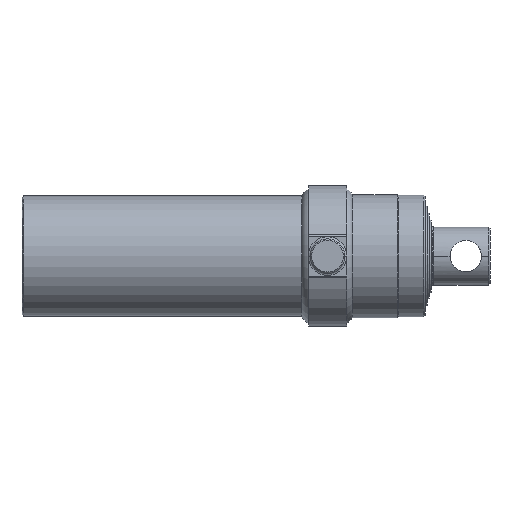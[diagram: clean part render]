
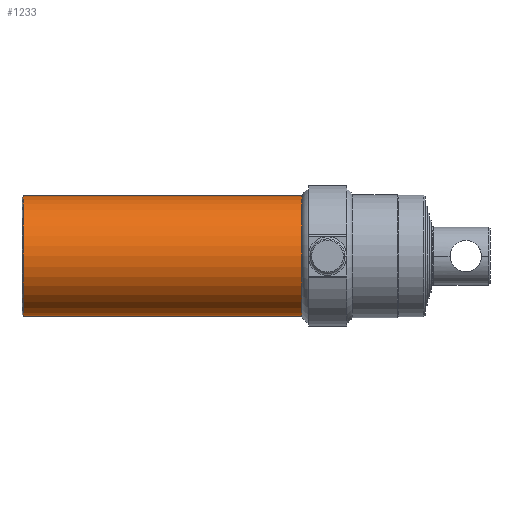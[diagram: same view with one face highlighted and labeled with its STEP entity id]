
A CAD part, front view. The second image highlights one B-rep face of the part: STEP entity #1233.
In plain terms, the highlighted cylindrical face has radius 87 mm (diameter 174 mm), a partial arc.
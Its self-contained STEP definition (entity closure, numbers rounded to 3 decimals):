
#818 = DIRECTION ( 'NONE',  ( 0., 0., -1. ) ) ;
#1090 = FACE_OUTER_BOUND ( 'NONE', #3538, .T. ) ;
#1147 = CARTESIAN_POINT ( 'NONE',  ( 469.5, 0., 87. ) ) ;
#1179 = VECTOR ( 'NONE', #5162, 1000. ) ;
#1233 = ADVANCED_FACE ( 'NONE', ( #1090 ), #8007, .T. ) ;
#1626 = CARTESIAN_POINT ( 'NONE',  ( 469.5, 0., 0. ) ) ;
#1628 = CARTESIAN_POINT ( 'NONE',  ( 0., 0., 87. ) ) ;
#2259 = ORIENTED_EDGE ( 'NONE', *, *, #8720, .F. ) ;
#2323 = DIRECTION ( 'NONE',  ( 0., 0., -1. ) ) ;
#2601 = EDGE_CURVE ( 'NONE', #7911, #4202, #4975, .T. ) ;
#2960 = EDGE_CURVE ( 'NONE', #5592, #7911, #8203, .T. ) ;
#2991 = CARTESIAN_POINT ( 'NONE',  ( 2., 0., 0. ) ) ;
#3331 = ORIENTED_EDGE ( 'NONE', *, *, #2601, .T. ) ;
#3538 = EDGE_LOOP ( 'NONE', ( #5314, #3331, #2259, #6231 ) ) ;
#3707 = DIRECTION ( 'NONE',  ( 0., 0., -1. ) ) ;
#4051 = CIRCLE ( 'NONE', #5170, 87. ) ;
#4202 = VERTEX_POINT ( 'NONE', #4493 ) ;
#4383 = CARTESIAN_POINT ( 'NONE',  ( 0., 0., 0. ) ) ;
#4493 = CARTESIAN_POINT ( 'NONE',  ( 2., 0., 87. ) ) ;
#4598 = DIRECTION ( 'NONE',  ( -1., 0., 0. ) ) ;
#4750 = VECTOR ( 'NONE', #4598, 1000. ) ;
#4974 = LINE ( 'NONE', #8150, #4750 ) ;
#4975 = LINE ( 'NONE', #1628, #1179 ) ;
#5162 = DIRECTION ( 'NONE',  ( -1., 0., 0. ) ) ;
#5170 = AXIS2_PLACEMENT_3D ( 'NONE', #2991, #7986, #3707 ) ;
#5314 = ORIENTED_EDGE ( 'NONE', *, *, #2960, .T. ) ;
#5592 = VERTEX_POINT ( 'NONE', #6935 ) ;
#6034 = AXIS2_PLACEMENT_3D ( 'NONE', #4383, #7963, #818 ) ;
#6231 = ORIENTED_EDGE ( 'NONE', *, *, #8903, .F. ) ;
#6625 = DIRECTION ( 'NONE',  ( -1., 0., 0. ) ) ;
#6724 = AXIS2_PLACEMENT_3D ( 'NONE', #1626, #6625, #2323 ) ;
#6935 = CARTESIAN_POINT ( 'NONE',  ( 469.5, 0., -87. ) ) ;
#7911 = VERTEX_POINT ( 'NONE', #1147 ) ;
#7919 = VERTEX_POINT ( 'NONE', #8302 ) ;
#7963 = DIRECTION ( 'NONE',  ( -1., 0., 0. ) ) ;
#7986 = DIRECTION ( 'NONE',  ( -1., 0., 0. ) ) ;
#8007 = CYLINDRICAL_SURFACE ( 'NONE', #6034, 87. ) ;
#8150 = CARTESIAN_POINT ( 'NONE',  ( 0., 0., -87. ) ) ;
#8203 = CIRCLE ( 'NONE', #6724, 87. ) ;
#8302 = CARTESIAN_POINT ( 'NONE',  ( 2., 0., -87. ) ) ;
#8720 = EDGE_CURVE ( 'NONE', #7919, #4202, #4051, .T. ) ;
#8903 = EDGE_CURVE ( 'NONE', #5592, #7919, #4974, .T. ) ;
